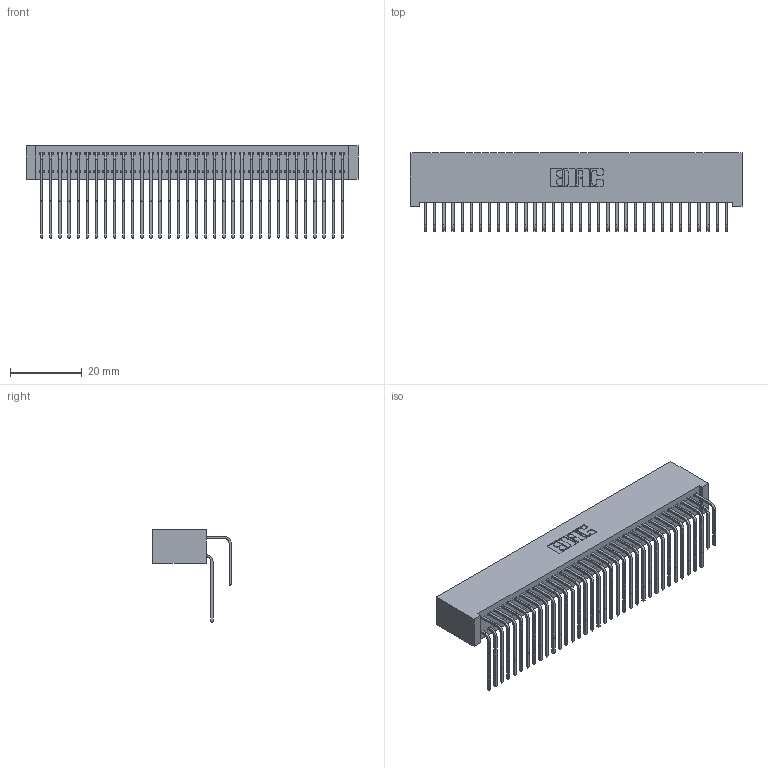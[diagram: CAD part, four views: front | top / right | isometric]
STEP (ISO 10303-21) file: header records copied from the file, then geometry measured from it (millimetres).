
FILE_DESCRIPTION (( 'STEP AP203' ), '1' );
FILE_NAME ('342-068-558-201.STEP', '2018-08-13T08:58:36', ( '' ), ( '' ), 'SwSTEP 2.0', 'SolidWorks 2016', '' );
FILE_SCHEMA (( 'CONFIG_CONTROL_DESIGN' ));
Length unit declared in the file: inch
Products named in the file (4): 342 Part_Lugless; 345-292-001_558 559 Tail - 1; 345-292-001_558 Tail - 2; 342-068-558-201
Assembly tree (69 placements, depth 2):
  342-068-558-201
    342 Part_Lugless
    345-292-001_558 559 Tail - 1  x34
    345-292-001_558 Tail - 2  x34
Bounding box: 92.61 x 21.91 x 25.78 mm (x, y, z)
Volume: 9114.8 mm3; surface area: 16860.2 mm2
Topology: 69 solids, 69 shells, 3774 faces, 11223 edges, 7390 vertices
Faces by surface type: plane 2646, cylinder 1128
Entity records: 24283 total; most frequent: CARTESIAN_POINT 4081, ORIENTED_EDGE 3966, DIRECTION 3475, EDGE_CURVE 1983, LINE 1823, VECTOR 1823, VERTEX_POINT 1318, AXIS2_PLACEMENT_3D 826
